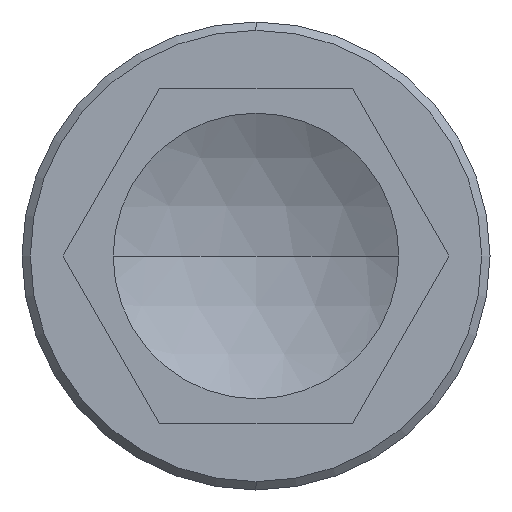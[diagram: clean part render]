
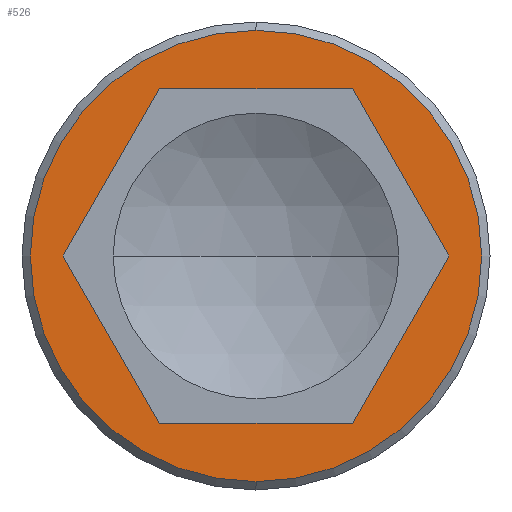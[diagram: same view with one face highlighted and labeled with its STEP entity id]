
A CAD part, left-side view. The second image highlights one B-rep face of the part: STEP entity #526.
In plain terms, the highlighted planar face has unit normal (-1, 0, 0).
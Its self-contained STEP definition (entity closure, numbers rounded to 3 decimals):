
#30 = CARTESIAN_POINT ( 'NONE',  ( -54., 5.774, 10. ) ) ;
#72 = VECTOR ( 'NONE', #484, 1000. ) ;
#75 = VERTEX_POINT ( 'NONE', #30 ) ;
#92 = VECTOR ( 'NONE', #298, 1000. ) ;
#105 = CARTESIAN_POINT ( 'NONE',  ( -54., 5.774, -10. ) ) ;
#111 = PLANE ( 'NONE',  #503 ) ;
#113 = VERTEX_POINT ( 'NONE', #378 ) ;
#125 = ORIENTED_EDGE ( 'NONE', *, *, #587, .F. ) ;
#130 = FACE_BOUND ( 'NONE', #630, .T. ) ;
#162 = AXIS2_PLACEMENT_3D ( 'NONE', #463, #467, #332 ) ;
#173 = DIRECTION ( 'NONE',  ( 0., 0., 1. ) ) ;
#199 = ORIENTED_EDGE ( 'NONE', *, *, #441, .F. ) ;
#230 = CARTESIAN_POINT ( 'NONE',  ( -54., 5.774, 10. ) ) ;
#234 = CARTESIAN_POINT ( 'NONE',  ( -54., -5.774, 10. ) ) ;
#243 = VERTEX_POINT ( 'NONE', #539 ) ;
#265 = ORIENTED_EDGE ( 'NONE', *, *, #535, .F. ) ;
#279 = VERTEX_POINT ( 'NONE', #723 ) ;
#290 = ORIENTED_EDGE ( 'NONE', *, *, #556, .F. ) ;
#293 = CARTESIAN_POINT ( 'NONE',  ( -54., 11.547, 0. ) ) ;
#298 = DIRECTION ( 'NONE',  ( 0., -0.5, 0.866 ) ) ;
#301 = LINE ( 'NONE', #230, #702 ) ;
#303 = DIRECTION ( 'NONE',  ( 0., 0.5, -0.866 ) ) ;
#308 = LINE ( 'NONE', #234, #769 ) ;
#325 = VERTEX_POINT ( 'NONE', #663 ) ;
#332 = DIRECTION ( 'NONE',  ( 0., 0., 1. ) ) ;
#361 = CARTESIAN_POINT ( 'NONE',  ( -54., 0., 0. ) ) ;
#369 = EDGE_CURVE ( 'NONE', #279, #650, #512, .T. ) ;
#378 = CARTESIAN_POINT ( 'NONE',  ( -54., -5.774, 10. ) ) ;
#409 = VERTEX_POINT ( 'NONE', #293 ) ;
#412 = ORIENTED_EDGE ( 'NONE', *, *, #480, .T. ) ;
#415 = CARTESIAN_POINT ( 'NONE',  ( -54., 0., -13.5 ) ) ;
#426 = VECTOR ( 'NONE', #619, 1000. ) ;
#427 = LINE ( 'NONE', #558, #92 ) ;
#428 = CARTESIAN_POINT ( 'NONE',  ( -54., 11.547, 0. ) ) ;
#429 = VECTOR ( 'NONE', #738, 1000. ) ;
#441 = EDGE_CURVE ( 'NONE', #243, #113, #597, .T. ) ;
#448 = CARTESIAN_POINT ( 'NONE',  ( -54., -5.774, -10. ) ) ;
#463 = CARTESIAN_POINT ( 'NONE',  ( -54., 0., 0. ) ) ;
#467 = DIRECTION ( 'NONE',  ( -1., 0., 0. ) ) ;
#480 = EDGE_CURVE ( 'NONE', #325, #497, #768, .T. ) ;
#482 = CIRCLE ( 'NONE', #162, 13.5 ) ;
#484 = DIRECTION ( 'NONE',  ( 0., -1., 0. ) ) ;
#496 = CARTESIAN_POINT ( 'NONE',  ( -54., 0., 0. ) ) ;
#497 = VERTEX_POINT ( 'NONE', #415 ) ;
#499 = DIRECTION ( 'NONE',  ( 0., 1., 0. ) ) ;
#502 = DIRECTION ( 'NONE',  ( -1., 0., 0. ) ) ;
#503 = AXIS2_PLACEMENT_3D ( 'NONE', #361, #502, #173 ) ;
#504 = DIRECTION ( 'NONE',  ( 0., 0., 1. ) ) ;
#512 = LINE ( 'NONE', #105, #72 ) ;
#526 = ADVANCED_FACE ( 'NONE', ( #643, #130 ), #111, .T. ) ;
#535 = EDGE_CURVE ( 'NONE', #650, #243, #427, .T. ) ;
#539 = CARTESIAN_POINT ( 'NONE',  ( -54., -11.547, 0. ) ) ;
#556 = EDGE_CURVE ( 'NONE', #75, #409, #301, .T. ) ;
#558 = CARTESIAN_POINT ( 'NONE',  ( -54., -5.774, -10. ) ) ;
#572 = ORIENTED_EDGE ( 'NONE', *, *, #600, .F. ) ;
#587 = EDGE_CURVE ( 'NONE', #409, #279, #817, .T. ) ;
#597 = LINE ( 'NONE', #612, #429 ) ;
#600 = EDGE_CURVE ( 'NONE', #113, #75, #308, .T. ) ;
#612 = CARTESIAN_POINT ( 'NONE',  ( -54., -11.547, 0. ) ) ;
#618 = DIRECTION ( 'NONE',  ( -1., 0., 0. ) ) ;
#619 = DIRECTION ( 'NONE',  ( 0., -0.5, -0.866 ) ) ;
#630 = EDGE_LOOP ( 'NONE', ( #199, #265, #821, #125, #290, #572 ) ) ;
#643 = FACE_OUTER_BOUND ( 'NONE', #676, .T. ) ;
#650 = VERTEX_POINT ( 'NONE', #448 ) ;
#663 = CARTESIAN_POINT ( 'NONE',  ( -54., 0., 13.5 ) ) ;
#676 = EDGE_LOOP ( 'NONE', ( #822, #412 ) ) ;
#702 = VECTOR ( 'NONE', #303, 1000. ) ;
#723 = CARTESIAN_POINT ( 'NONE',  ( -54., 5.774, -10. ) ) ;
#738 = DIRECTION ( 'NONE',  ( 0., 0.5, 0.866 ) ) ;
#768 = CIRCLE ( 'NONE', #819, 13.5 ) ;
#769 = VECTOR ( 'NONE', #499, 1000. ) ;
#781 = EDGE_CURVE ( 'NONE', #497, #325, #482, .T. ) ;
#817 = LINE ( 'NONE', #428, #426 ) ;
#819 = AXIS2_PLACEMENT_3D ( 'NONE', #496, #618, #504 ) ;
#821 = ORIENTED_EDGE ( 'NONE', *, *, #369, .F. ) ;
#822 = ORIENTED_EDGE ( 'NONE', *, *, #781, .T. ) ;
